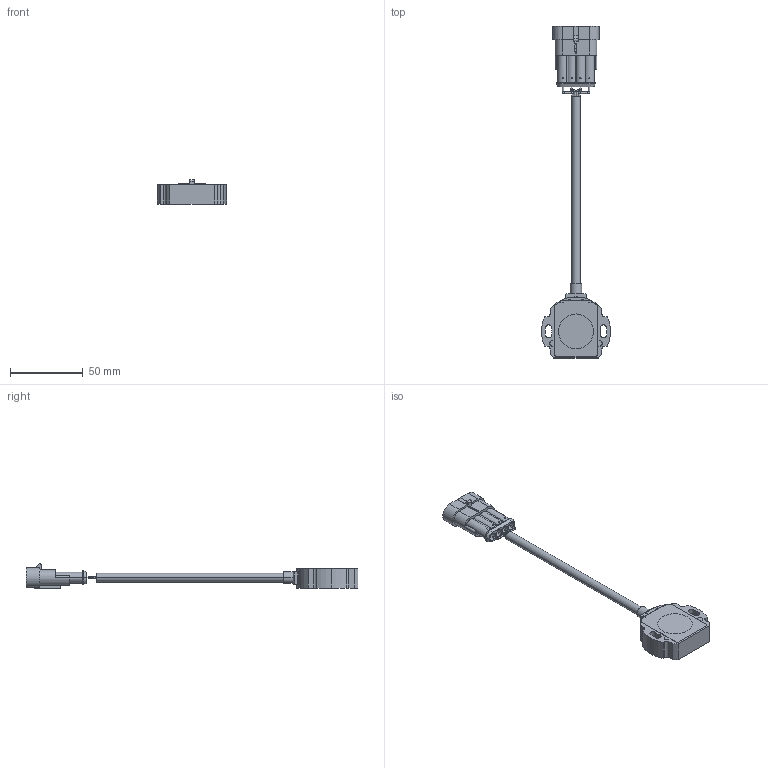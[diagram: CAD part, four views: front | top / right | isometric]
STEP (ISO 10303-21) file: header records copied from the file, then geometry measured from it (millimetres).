
FILE_DESCRIPTION (( 'STEP AP214' ), '1' );
FILE_NAME ('RFC_4851-___-___-552.STEP', '2018-03-26T08:00:57', ( '' ), ( '' ), 'SwSTEP 2.0', 'SolidWorks 2017', '' );
FILE_SCHEMA (( 'AUTOMOTIVE_DESIGN' ));
Length unit declared in the file: millimetre
Products named in the file (1): RFC_4851-___-___-552
Bounding box: 47.6 x 228.7 x 17 mm (x, y, z)
Surface area: 15843 mm2 (no closed solid volume)
Topology: 0 solids, 10 shells, 216 faces, 881 edges, 671 vertices
Faces by surface type: plane 100, cylinder 97, torus 16, cone 3
Entity records: 11629 total; most frequent: CARTESIAN_POINT 2013, DIRECTION 1505, ORIENTED_EDGE 1382, EDGE_CURVE 881, VERTEX_POINT 671, VECTOR 551, LINE 551, AXIS2_PLACEMENT_3D 477
